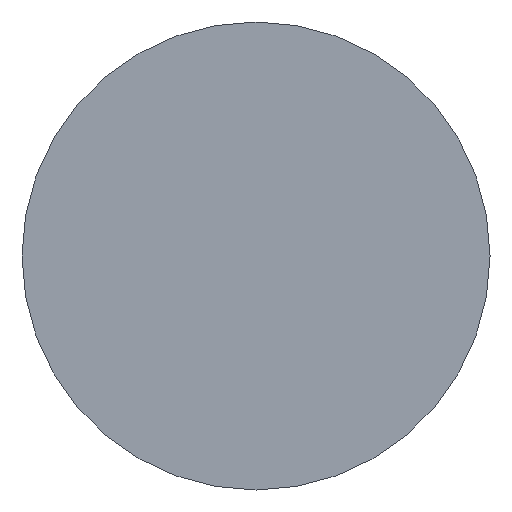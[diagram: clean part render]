
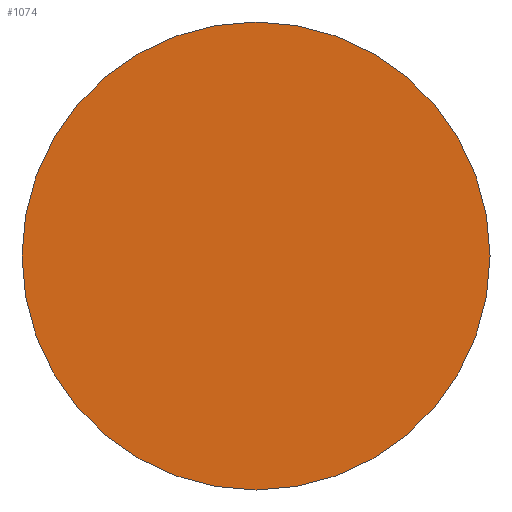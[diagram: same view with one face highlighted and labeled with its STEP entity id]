
A CAD part, front view. The second image highlights one B-rep face of the part: STEP entity #1074.
In plain terms, the highlighted planar face has unit normal (0, -1, 0).
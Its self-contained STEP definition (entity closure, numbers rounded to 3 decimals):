
#22 = DIRECTION ( 'NONE',  ( 0., -1., 0. ) ) ;
#85 = DIRECTION ( 'NONE',  ( 0., 0., -1. ) ) ;
#148 = CIRCLE ( 'NONE', #267, 125. ) ;
#267 = AXIS2_PLACEMENT_3D ( 'NONE', #2786, #1432, #85 ) ;
#290 = EDGE_LOOP ( 'NONE', ( #458, #648 ) ) ;
#373 = AXIS2_PLACEMENT_3D ( 'NONE', #1362, #22, #1592 ) ;
#420 = VERTEX_POINT ( 'NONE', #557 ) ;
#458 = ORIENTED_EDGE ( 'NONE', *, *, #1967, .F. ) ;
#557 = CARTESIAN_POINT ( 'NONE',  ( 0., -87.5, -125. ) ) ;
#648 = ORIENTED_EDGE ( 'NONE', *, *, #1188, .F. ) ;
#701 = CARTESIAN_POINT ( 'NONE',  ( 0., -87.5, 125. ) ) ;
#1074 = ADVANCED_FACE ( 'NONE', ( #1635 ), #2714, .T. ) ;
#1188 = EDGE_CURVE ( 'NONE', #1556, #420, #148, .T. ) ;
#1327 = CARTESIAN_POINT ( 'NONE',  ( 0., -87.5, 0. ) ) ;
#1362 = CARTESIAN_POINT ( 'NONE',  ( 70.5, -87.5, 0. ) ) ;
#1432 = DIRECTION ( 'NONE',  ( 0., 1., 0. ) ) ;
#1508 = AXIS2_PLACEMENT_3D ( 'NONE', #1327, #2909, #1555 ) ;
#1555 = DIRECTION ( 'NONE',  ( 0., 0., -1. ) ) ;
#1556 = VERTEX_POINT ( 'NONE', #701 ) ;
#1592 = DIRECTION ( 'NONE',  ( 0., 0., -1. ) ) ;
#1635 = FACE_OUTER_BOUND ( 'NONE', #290, .T. ) ;
#1967 = EDGE_CURVE ( 'NONE', #420, #1556, #2054, .T. ) ;
#2054 = CIRCLE ( 'NONE', #1508, 125. ) ;
#2714 = PLANE ( 'NONE',  #373 ) ;
#2786 = CARTESIAN_POINT ( 'NONE',  ( 0., -87.5, 0. ) ) ;
#2909 = DIRECTION ( 'NONE',  ( 0., 1., 0. ) ) ;
